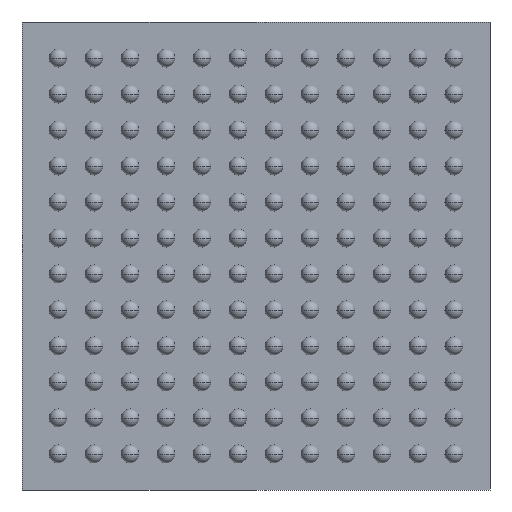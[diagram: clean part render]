
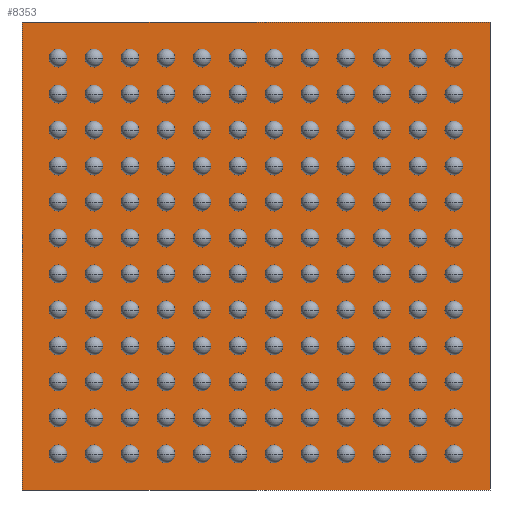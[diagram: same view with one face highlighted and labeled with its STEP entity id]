
A CAD part, front view. The second image highlights one B-rep face of the part: STEP entity #8353.
In plain terms, the highlighted planar face has unit normal (0, -1, 0).
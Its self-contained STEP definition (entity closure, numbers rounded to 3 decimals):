
#54 = VERTEX_POINT ( 'NONE', #3327 ) ;
#260 = VECTOR ( 'NONE', #7733, 1000. ) ;
#570 = CARTESIAN_POINT ( 'NONE',  ( -6.5, 0.36, 6.5 ) ) ;
#947 = AXIS2_PLACEMENT_3D ( 'NONE', #3056, #3021, #8348 ) ;
#1019 = EDGE_CURVE ( 'NONE', #4850, #54, #3807, .T. ) ;
#1382 = VECTOR ( 'NONE', #10005, 1000. ) ;
#2511 = EDGE_CURVE ( 'NONE', #54, #11369, #3793, .T. ) ;
#2649 = EDGE_CURVE ( 'NONE', #9873, #4850, #9079, .T. ) ;
#2731 = CARTESIAN_POINT ( 'NONE',  ( -6.5, 0.36, 6.5 ) ) ;
#2799 = VECTOR ( 'NONE', #9582, 1000. ) ;
#3021 = DIRECTION ( 'NONE',  ( 0., 1., 0. ) ) ;
#3039 = ORIENTED_EDGE ( 'NONE', *, *, #8421, .T. ) ;
#3056 = CARTESIAN_POINT ( 'NONE',  ( 0., 0.36, 0. ) ) ;
#3327 = CARTESIAN_POINT ( 'NONE',  ( 6.5, 0.36, -6.5 ) ) ;
#3793 = LINE ( 'NONE', #4775, #1382 ) ;
#3807 = LINE ( 'NONE', #5059, #260 ) ;
#4775 = CARTESIAN_POINT ( 'NONE',  ( 6.5, 0.36, 6.5 ) ) ;
#4850 = VERTEX_POINT ( 'NONE', #11254 ) ;
#4968 = VECTOR ( 'NONE', #6555, 1000. ) ;
#5059 = CARTESIAN_POINT ( 'NONE',  ( 6.5, 0.36, -6.5 ) ) ;
#6357 = FACE_OUTER_BOUND ( 'NONE', #8050, .T. ) ;
#6555 = DIRECTION ( 'NONE',  ( -1., 0., 0. ) ) ;
#6899 = ORIENTED_EDGE ( 'NONE', *, *, #1019, .T. ) ;
#7184 = LINE ( 'NONE', #10198, #4968 ) ;
#7577 = PLANE ( 'NONE',  #947 ) ;
#7733 = DIRECTION ( 'NONE',  ( 1., 0., 0. ) ) ;
#8050 = EDGE_LOOP ( 'NONE', ( #8340, #6899, #8072, #3039 ) ) ;
#8072 = ORIENTED_EDGE ( 'NONE', *, *, #2511, .T. ) ;
#8340 = ORIENTED_EDGE ( 'NONE', *, *, #2649, .T. ) ;
#8348 = DIRECTION ( 'NONE',  ( 0., 0., 1. ) ) ;
#8353 = ADVANCED_FACE ( 'NONE', ( #6357 ), #7577, .F. ) ;
#8421 = EDGE_CURVE ( 'NONE', #11369, #9873, #7184, .T. ) ;
#9079 = LINE ( 'NONE', #570, #2799 ) ;
#9582 = DIRECTION ( 'NONE',  ( 0., 0., -1. ) ) ;
#9873 = VERTEX_POINT ( 'NONE', #2731 ) ;
#10005 = DIRECTION ( 'NONE',  ( 0., 0., 1. ) ) ;
#10198 = CARTESIAN_POINT ( 'NONE',  ( 6.5, 0.36, 6.5 ) ) ;
#11254 = CARTESIAN_POINT ( 'NONE',  ( -6.5, 0.36, -6.5 ) ) ;
#11369 = VERTEX_POINT ( 'NONE', #11476 ) ;
#11476 = CARTESIAN_POINT ( 'NONE',  ( 6.5, 0.36, 6.5 ) ) ;
